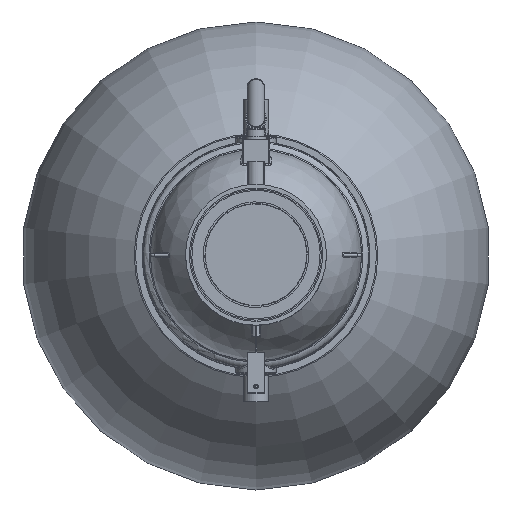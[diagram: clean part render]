
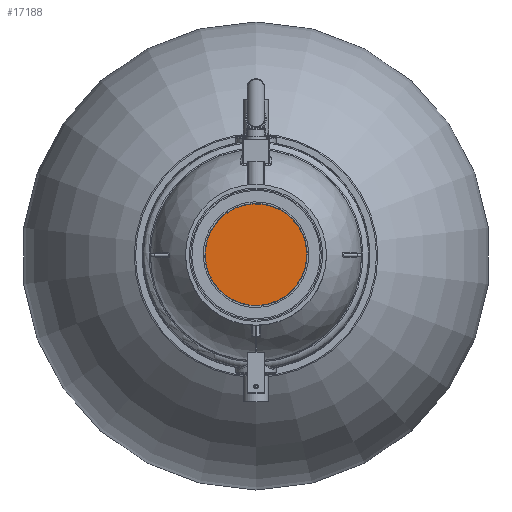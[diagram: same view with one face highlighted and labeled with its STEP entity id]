
A CAD part, top view. The second image highlights one B-rep face of the part: STEP entity #17188.
In plain terms, the highlighted planar face has unit normal (0, 0, 1).
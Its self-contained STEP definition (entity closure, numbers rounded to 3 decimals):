
#550=PLANE('',#19305);
#6096=ORIENTED_EDGE('',*,*,#9614,.F.);
#9614=EDGE_CURVE('',#11542,#11542,#12878,.T.);
#11542=VERTEX_POINT('',#36998);
#12878=CIRCLE('',#19303,312.5);
#13968=EDGE_LOOP('',(#6096));
#15548=FACE_BOUND('',#13968,.T.);
#17188=ADVANCED_FACE('',(#15548),#550,.F.);
#19303=AXIS2_PLACEMENT_3D('',#36997,#22634,#22635);
#19305=AXIS2_PLACEMENT_3D('',#37001,#22638,#22639);
#22634=DIRECTION('',(0.,0.,-1.));
#22635=DIRECTION('',(1.,0.,0.));
#22638=DIRECTION('',(0.,0.,-1.));
#22639=DIRECTION('',(-1.,0.,0.));
#36997=CARTESIAN_POINT('',(0.,0.,40.));
#36998=CARTESIAN_POINT('',(312.5,0.,40.));
#37001=CARTESIAN_POINT('',(0.,0.,40.));
